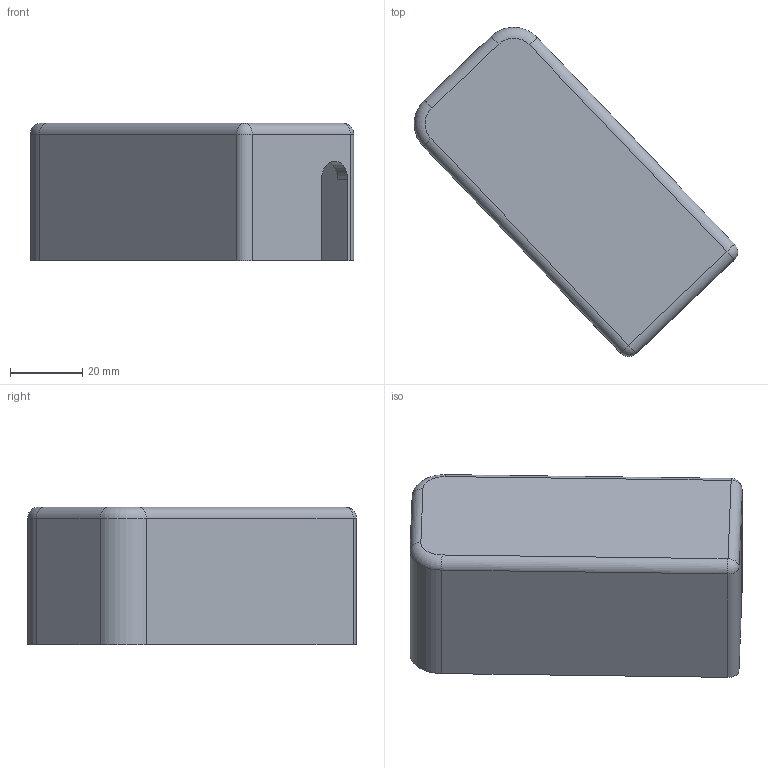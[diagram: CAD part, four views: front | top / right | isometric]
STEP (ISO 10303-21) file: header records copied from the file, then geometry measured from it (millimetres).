
FILE_DESCRIPTION(/* description */ ('STEP AP242','CAx-IF Rec.Pracs.---Representation and Presentation of Product Manufacturing Information (PMI)---4.0---2014-10-13','CAx-IF Rec.Pracs.---3D Tessellated Geometry---0.4---2014-09-14','2;1'),/* implementation_level */ '2;1');
FILE_NAME(/* name */ '648a8c9f6ace1b03a7e72936',/* time_stamp */ '2023-06-15T03:59:27Z',/* author */ (''),/* organization */ (''),/* preprocessor_version */ 'ST-DEVELOPER v19.4',/* originating_system */ ' ',/* authorisation */ ' ');
FILE_SCHEMA (('AP242_MANAGED_MODEL_BASED_3D_ENGINEERING_MIM_LF { 1 0 10303 442 1 1 4 }'));
Length unit declared in the file: metre
Products named in the file (1): Battery Holder
Bounding box: 89.32 x 90.86 x 38 mm (x, y, z)
Volume: 47566.2 mm3; surface area: 24979.9 mm2
Topology: 1 solids, 1 shells, 35 faces, 79 edges, 48 vertices
Faces by surface type: plane 16, cylinder 15, torus 2, sphere 2
Full cylindrical faces by diameter (mm): 1.6 x4
Entity records: 965 total; most frequent: DIRECTION 177, CARTESIAN_POINT 157, ORIENTED_EDGE 146, EDGE_CURVE 73, AXIS2_PLACEMENT_3D 68, VERTEX_POINT 48, EDGE_LOOP 43, FACE_BOUND 43
